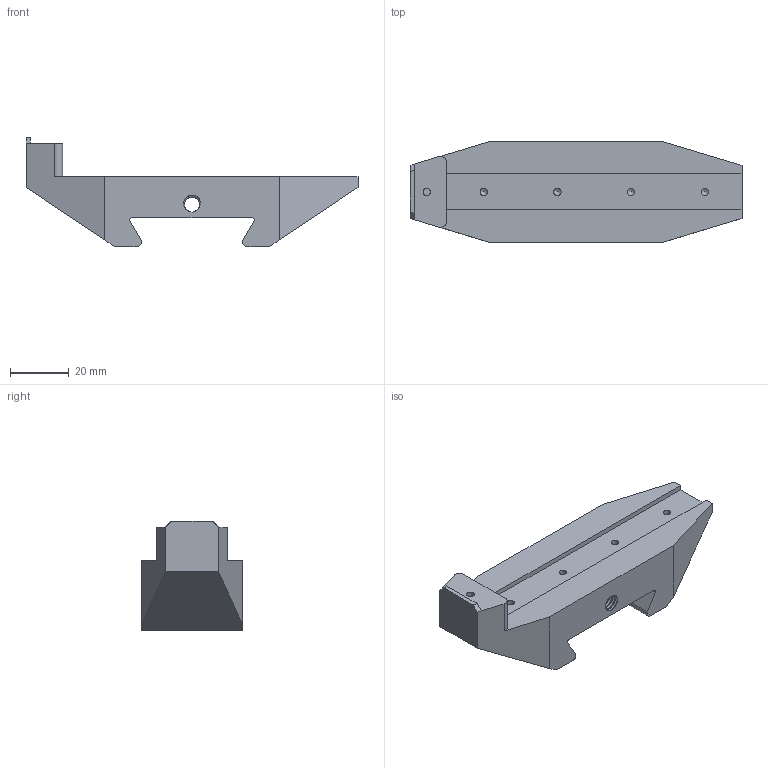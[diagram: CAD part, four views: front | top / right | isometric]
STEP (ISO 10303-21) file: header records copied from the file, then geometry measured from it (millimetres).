
FILE_DESCRIPTION(/* description */ ('','CAx-IF Rec.Pracs.---Representation and Presentation of Product Manufacturing Information (PMI)---4.0---2014-10-13'),/* implementation_level */ '2;1');
FILE_NAME(/* name */ 'AXA_02.step',/* time_stamp */ '2025-03-24T15:43:33-07:00',/* author */ (''),/* organization */ (''),/* preprocessor_version */ 'ST-DEVELOPER v20',/* originating_system */ 'Autodesk Translation Framework v13.20.0.188',/* authorisation */ '');
FILE_SCHEMA (('AP242_MANAGED_MODEL_BASED_3D_ENGINEERING_MIM_LF { 1 0 10303 442 1 1 4 }'));
Length unit declared in the file: millimetre
Products named in the file (2): AXA_02; AXA_02_1
Assembly tree (1 placements, depth 2):
  AXA_02
    AXA_02_1
Bounding box: 112.6 x 34 x 37 mm (x, y, z)
Volume: 53601.8 mm3; surface area: 14158.1 mm2
Topology: 1 solids, 1 shells, 100 faces, 285 edges, 188 vertices
Faces by surface type: cylinder 67, plane 27, cone 4, bspline 2
Full cylindrical faces by diameter (mm): 2.5 x5, 5.118 x6, 6.35 x15
Entity records: 6392 total; most frequent: CARTESIAN_POINT 3955, ORIENTED_EDGE 562, DIRECTION 395, EDGE_CURVE 281, VERTEX_POINT 188, LINE 139, VECTOR 139, AXIS2_PLACEMENT_3D 128
